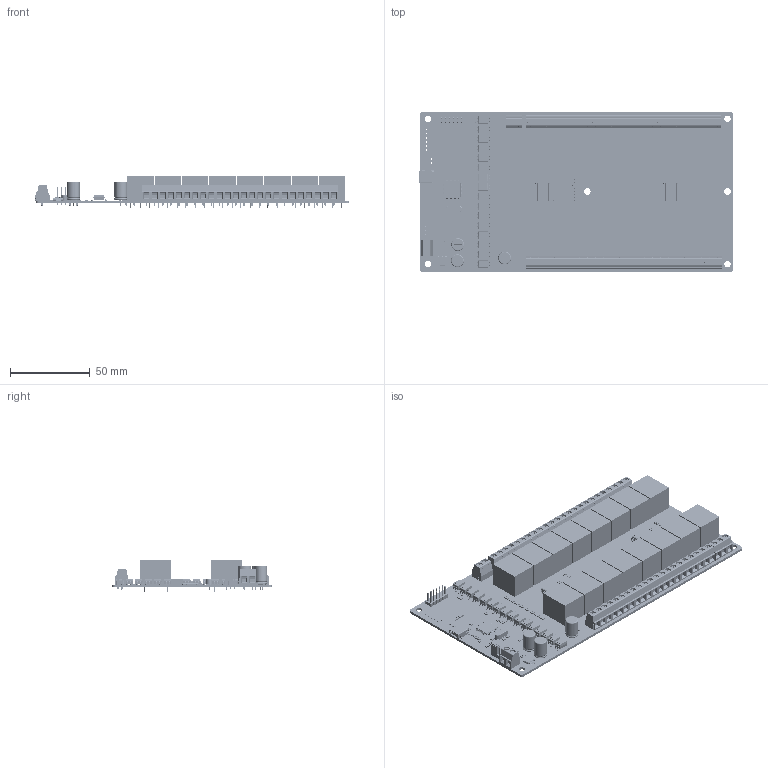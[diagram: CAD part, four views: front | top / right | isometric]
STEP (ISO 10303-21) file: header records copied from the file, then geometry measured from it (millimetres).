
FILE_DESCRIPTION(('Open CASCADE Model'),'2;1');
FILE_NAME('Open CASCADE Shape Model','2017-09-13T16:50:59',('Author'),( 'Open CASCADE'),'Open CASCADE STEP processor 6.8','Open CASCADE 6.8' ,'Unknown');
FILE_SCHEMA(('AUTOMOTIVE_DESIGN { 1 0 10303 214 1 1 1 1 }'));
Length unit declared in the file: millimetre
Products named in the file (162): PCB; Board; X277; 1729128_07; mkdsn_1.5-2-5.08; X276; 1729131_07; mkdsn_1.5-3-5.08; X275; X274; X273; X272; X271; X270; X269; X268; X267; X266; X265; X264; X263; X262; X261; X260; 503707232; Cylinder; 541420192; Extruded; X259; X258; X257; X256; X255; X254; X253; X252; 753223104; X251; X250; X249 ...
Assembly tree (414 placements, depth 4):
  PCB
    Board
    X277
      1729128_07
        mkdsn_1.5-2-5.08
    X276
      1729131_07
        mkdsn_1.5-3-5.08
    X275
      1729131_07
        mkdsn_1.5-3-5.08
    X274
      1729131_07
        mkdsn_1.5-3-5.08
    X273
      1729131_07
        mkdsn_1.5-3-5.08
    X272
      1729131_07
        mkdsn_1.5-3-5.08
    X271
      1729131_07
        mkdsn_1.5-3-5.08
    X270
      1729131_07
        mkdsn_1.5-3-5.08
    X269
      1729131_07
        mkdsn_1.5-3-5.08
    X268
      1729131_07
        mkdsn_1.5-3-5.08
    X267
      1729131_07
        mkdsn_1.5-3-5.08
    X266
      1729131_07
        mkdsn_1.5-3-5.08
    X265
      1729131_07
        mkdsn_1.5-3-5.08
    X264
      1729131_07
        mkdsn_1.5-3-5.08
    X263
      1729131_07
        mkdsn_1.5-3-5.08
    X262
      1729131_07
        mkdsn_1.5-3-5.08
    X261
      1729131_07
        mkdsn_1.5-3-5.08
    X260
      503707232  x5
        Cylinder
      541420192
        Extruded
    X259
      541420192
Bounding box: 196.52 x 99.82 x 20 mm (x, y, z)
Volume: 129946.7 mm3; surface area: 93301.4 mm2
Topology: 416 solids, 442 shells, 13806 faces, 34108 edges, 21091 vertices
Faces by surface type: plane 8799, cylinder 3553, bspline 1028, sphere 210, torus 112, cone 104
Full cylindrical faces by diameter (mm): 0.178 x1, 0.4 x80, 0.762 x2, 0.813 x6, 1.016 x23, 1.32 x64, 1.321 x52, 1.778 x16, 4 x6
Entity records: 79495 total; most frequent: CARTESIAN_POINT 12734, DIRECTION 11399, ORIENTED_EDGE 10568, EDGE_CURVE 5339, LINE 3943, VECTOR 3943, AXIS2_PLACEMENT_3D 3728, VERTEX_POINT 3489
